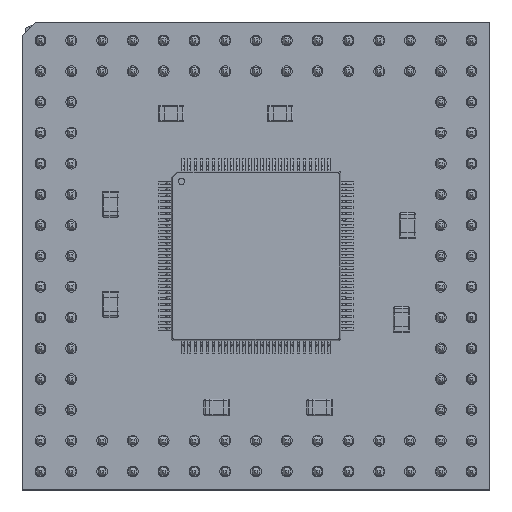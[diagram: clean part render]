
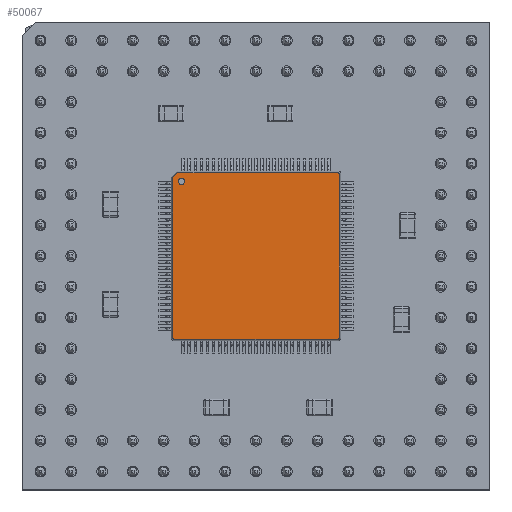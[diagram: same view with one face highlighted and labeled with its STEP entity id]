
A CAD part, top view. The second image highlights one B-rep face of the part: STEP entity #50067.
In plain terms, the highlighted planar face has unit normal (0, 0, 1).
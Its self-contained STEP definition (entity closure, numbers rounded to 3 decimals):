
#49359 = VERTEX_POINT('',#49360);
#49360 = CARTESIAN_POINT('',(-6.396,6.146,1.7));
#49366 = EDGE_CURVE('',#49359,#49367,#49369,.T.);
#49367 = VERTEX_POINT('',#49368);
#49368 = CARTESIAN_POINT('',(-5.896,6.146,1.7));
#49369 = CIRCLE('',#49370,0.25);
#49370 = AXIS2_PLACEMENT_3D('',#49371,#49372,#49373);
#49371 = CARTESIAN_POINT('',(-6.146,6.146,1.7));
#49372 = DIRECTION('',(0.,0.,-1.));
#49373 = DIRECTION('',(1.,0.,0.));
#49389 = EDGE_CURVE('',#49367,#49359,#49390,.T.);
#49390 = CIRCLE('',#49391,0.25);
#49391 = AXIS2_PLACEMENT_3D('',#49392,#49393,#49394);
#49392 = CARTESIAN_POINT('',(-6.146,6.146,1.7));
#49393 = DIRECTION('',(0.,0.,-1.));
#49394 = DIRECTION('',(1.,0.,0.));
#49801 = VERTEX_POINT('',#49802);
#49802 = CARTESIAN_POINT('',(-6.853,-6.8,1.7));
#49808 = EDGE_CURVE('',#49801,#49809,#49811,.T.);
#49809 = VERTEX_POINT('',#49810);
#49810 = CARTESIAN_POINT('',(-6.853,6.439,1.7));
#49811 = LINE('',#49812,#49813);
#49812 = CARTESIAN_POINT('',(-6.853,-6.8,1.7));
#49813 = VECTOR('',#49814,1.);
#49814 = DIRECTION('',(0.,1.,0.));
#49838 = EDGE_CURVE('',#49809,#49839,#49841,.T.);
#49839 = VERTEX_POINT('',#49840);
#49840 = CARTESIAN_POINT('',(-6.439,6.853,1.7));
#49841 = LINE('',#49842,#49843);
#49842 = CARTESIAN_POINT('',(-6.853,6.439,1.7));
#49843 = VECTOR('',#49844,1.);
#49844 = DIRECTION('',(0.707,0.707,0.));
#49870 = VERTEX_POINT('',#49871);
#49871 = CARTESIAN_POINT('',(-6.8,-6.853,1.7));
#49877 = EDGE_CURVE('',#49870,#49801,#49878,.T.);
#49878 = CIRCLE('',#49879,0.053);
#49879 = AXIS2_PLACEMENT_3D('',#49880,#49881,#49882);
#49880 = CARTESIAN_POINT('',(-6.8,-6.8,1.7));
#49881 = DIRECTION('',(0.,0.,-1.));
#49882 = DIRECTION('',(-0.707,-0.707,0.));
#49901 = VERTEX_POINT('',#49902);
#49902 = CARTESIAN_POINT('',(6.8,6.853,1.7));
#49910 = EDGE_CURVE('',#49839,#49901,#49911,.T.);
#49911 = LINE('',#49912,#49913);
#49912 = CARTESIAN_POINT('',(-6.439,6.853,1.7));
#49913 = VECTOR('',#49914,1.);
#49914 = DIRECTION('',(1.,0.,0.));
#49925 = VERTEX_POINT('',#49926);
#49926 = CARTESIAN_POINT('',(6.8,-6.853,1.7));
#49932 = EDGE_CURVE('',#49925,#49870,#49933,.T.);
#49933 = LINE('',#49934,#49935);
#49934 = CARTESIAN_POINT('',(6.8,-6.853,1.7));
#49935 = VECTOR('',#49936,1.);
#49936 = DIRECTION('',(-1.,0.,0.));
#49954 = VERTEX_POINT('',#49955);
#49955 = CARTESIAN_POINT('',(6.853,6.8,1.7));
#49963 = EDGE_CURVE('',#49901,#49954,#49964,.T.);
#49964 = CIRCLE('',#49965,0.053);
#49965 = AXIS2_PLACEMENT_3D('',#49966,#49967,#49968);
#49966 = CARTESIAN_POINT('',(6.8,6.8,1.7));
#49967 = DIRECTION('',(0.,0.,-1.));
#49968 = DIRECTION('',(0.707,0.707,0.));
#49979 = VERTEX_POINT('',#49980);
#49980 = CARTESIAN_POINT('',(6.853,-6.8,1.7));
#49986 = EDGE_CURVE('',#49979,#49925,#49987,.T.);
#49987 = CIRCLE('',#49988,0.053);
#49988 = AXIS2_PLACEMENT_3D('',#49989,#49990,#49991);
#49989 = CARTESIAN_POINT('',(6.8,-6.8,1.7));
#49990 = DIRECTION('',(0.,0.,-1.));
#49991 = DIRECTION('',(0.707,-0.707,0.));
#50004 = EDGE_CURVE('',#49954,#49979,#50005,.T.);
#50005 = LINE('',#50006,#50007);
#50006 = CARTESIAN_POINT('',(6.853,6.8,1.7));
#50007 = VECTOR('',#50008,1.);
#50008 = DIRECTION('',(0.,-1.,0.));
#50067 = ADVANCED_FACE('',(#50068,#50078),#50082,.T.);
#50068 = FACE_BOUND('',#50069,.T.);
#50069 = EDGE_LOOP('',(#50070,#50071,#50072,#50073,#50074,#50075,#50076,
    #50077));
#50070 = ORIENTED_EDGE('',*,*,#49808,.F.);
#50071 = ORIENTED_EDGE('',*,*,#49877,.F.);
#50072 = ORIENTED_EDGE('',*,*,#49932,.F.);
#50073 = ORIENTED_EDGE('',*,*,#49986,.F.);
#50074 = ORIENTED_EDGE('',*,*,#50004,.F.);
#50075 = ORIENTED_EDGE('',*,*,#49963,.F.);
#50076 = ORIENTED_EDGE('',*,*,#49910,.F.);
#50077 = ORIENTED_EDGE('',*,*,#49838,.F.);
#50078 = FACE_BOUND('',#50079,.T.);
#50079 = EDGE_LOOP('',(#50080,#50081));
#50080 = ORIENTED_EDGE('',*,*,#49389,.T.);
#50081 = ORIENTED_EDGE('',*,*,#49366,.T.);
#50082 = PLANE('',#50083);
#50083 = AXIS2_PLACEMENT_3D('',#50084,#50085,#50086);
#50084 = CARTESIAN_POINT('',(0.,0.,1.7));
#50085 = DIRECTION('',(0.,0.,1.));
#50086 = DIRECTION('',(0.,-1.,0.));
